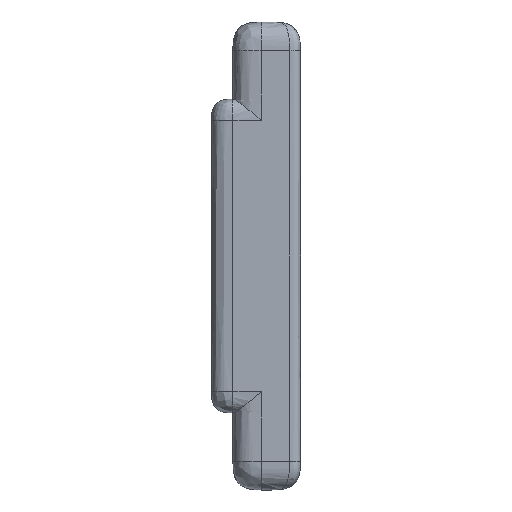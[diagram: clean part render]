
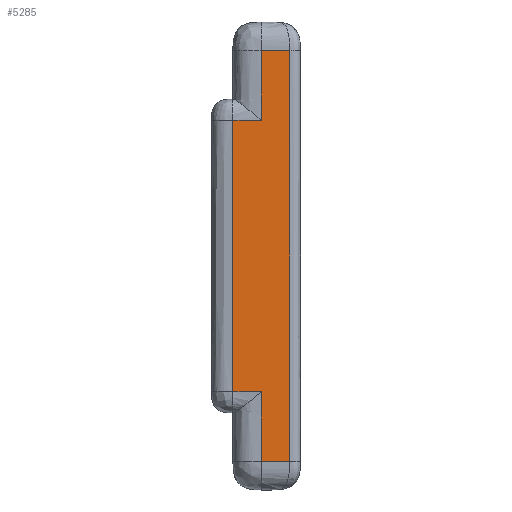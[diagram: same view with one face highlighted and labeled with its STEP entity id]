
A CAD part, left-side view. The second image highlights one B-rep face of the part: STEP entity #5285.
In plain terms, the highlighted planar face has unit normal (-1, 0, 0).
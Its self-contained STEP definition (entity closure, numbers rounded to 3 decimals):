
#260 = CARTESIAN_POINT ( 'NONE',  ( -29.4, 0.75, -14.4 ) ) ;
#345 = EDGE_CURVE ( 'NONE', #5601, #10175, #5451, .T. ) ;
#413 = PLANE ( 'NONE',  #9280 ) ;
#569 = CARTESIAN_POINT ( 'NONE',  ( -29.4, 1.413, -14.4 ) ) ;
#595 = ORIENTED_EDGE ( 'NONE', *, *, #7522, .T. ) ;
#681 = CARTESIAN_POINT ( 'NONE',  ( -29.4, 2.74, -11. ) ) ;
#809 = CARTESIAN_POINT ( 'NONE',  ( -29.4, 2.74, -11. ) ) ;
#1171 = CARTESIAN_POINT ( 'NONE',  ( -29.4, 2.74, 14.4 ) ) ;
#1406 = ORIENTED_EDGE ( 'NONE', *, *, #5532, .T. ) ;
#1436 = CARTESIAN_POINT ( 'NONE',  ( -29.4, 0.75, -14.4 ) ) ;
#1451 = CARTESIAN_POINT ( 'NONE',  ( -29.4, 2.74, -9.5 ) ) ;
#1471 = EDGE_LOOP ( 'NONE', ( #12996, #8366, #12533, #1406, #4010, #3161, #9638, #1668, #595, #3809 ) ) ;
#1668 = ORIENTED_EDGE ( 'NONE', *, *, #2726, .T. ) ;
#1915 = CARTESIAN_POINT ( 'NONE',  ( -29.4, 4.74, 9.5 ) ) ;
#2091 = CARTESIAN_POINT ( 'NONE',  ( -29.4, 1.413, 14.4 ) ) ;
#2254 = VERTEX_POINT ( 'NONE', #11952 ) ;
#2458 = CARTESIAN_POINT ( 'NONE',  ( -29.4, 2.74, 11. ) ) ;
#2466 = VERTEX_POINT ( 'NONE', #5757 ) ;
#2726 = EDGE_CURVE ( 'NONE', #10175, #2466, #8618, .T. ) ;
#2774 = CARTESIAN_POINT ( 'NONE',  ( -29.4, 4.74, -9.5 ) ) ;
#2786 = CARTESIAN_POINT ( 'NONE',  ( -29.4, 2.74, 11. ) ) ;
#3121 = EDGE_CURVE ( 'NONE', #2254, #6605, #4892, .T. ) ;
#3141 = EDGE_CURVE ( 'NONE', #8650, #5601, #11174, .T. ) ;
#3161 = ORIENTED_EDGE ( 'NONE', *, *, #3141, .T. ) ;
#3278 = CARTESIAN_POINT ( 'NONE',  ( -29.4, 0.75, -14.4 ) ) ;
#3309 = CARTESIAN_POINT ( 'NONE',  ( -29.4, 2.74, -10.5 ) ) ;
#3381 = CARTESIAN_POINT ( 'NONE',  ( -29.4, 0.75, 14.4 ) ) ;
#3714 = CARTESIAN_POINT ( 'NONE',  ( -29.4, 2.74, -14.4 ) ) ;
#3809 = ORIENTED_EDGE ( 'NONE', *, *, #11524, .T. ) ;
#4010 = ORIENTED_EDGE ( 'NONE', *, *, #4894, .T. ) ;
#4125 = CARTESIAN_POINT ( 'NONE',  ( -29.4, 4.74, -9.5 ) ) ;
#4195 = CARTESIAN_POINT ( 'NONE',  ( -29.4, 4.74, -3.167 ) ) ;
#4382 = CARTESIAN_POINT ( 'NONE',  ( -29.4, 2.74, -11. ) ) ;
#4731 = CARTESIAN_POINT ( 'NONE',  ( -29.4, 3.407, -9.5 ) ) ;
#4873 = CARTESIAN_POINT ( 'NONE',  ( -29.4, 4.74, -9.5 ) ) ;
#4892 = B_SPLINE_CURVE_WITH_KNOTS ( 'NONE', 3,
 ( #12014, #14103, #3309, #4382 ),
 .UNSPECIFIED., .F., .F.,
 ( 4, 4 ),
 ( 0., 1. ),
 .UNSPECIFIED. ) ;
#4894 = EDGE_CURVE ( 'NONE', #8044, #8650, #9415, .T. ) ;
#5162 = B_SPLINE_CURVE_WITH_KNOTS ( 'NONE', 3,
 ( #3714, #11203, #569, #1436 ),
 .UNSPECIFIED., .F., .F.,
 ( 4, 4 ),
 ( 0., 1. ),
 .UNSPECIFIED. ) ;
#5269 = CARTESIAN_POINT ( 'NONE',  ( -29.4, 0.75, 14.4 ) ) ;
#5285 = ADVANCED_FACE ( 'NONE', ( #13263 ), #413, .F. ) ;
#5451 = B_SPLINE_CURVE_WITH_KNOTS ( 'NONE', 3,
 ( #10690, #10832, #7477, #8545 ),
 .UNSPECIFIED., .F., .F.,
 ( 4, 4 ),
 ( 0., 1. ),
 .UNSPECIFIED. ) ;
#5532 = EDGE_CURVE ( 'NONE', #9170, #8044, #5162, .T. ) ;
#5601 = VERTEX_POINT ( 'NONE', #6993 ) ;
#5692 = DIRECTION ( 'NONE',  ( 0., 0., -1. ) ) ;
#5757 = CARTESIAN_POINT ( 'NONE',  ( -29.4, 2.74, 9.5 ) ) ;
#5999 = CARTESIAN_POINT ( 'NONE',  ( -29.4, 2.74, 10.5 ) ) ;
#6104 = CARTESIAN_POINT ( 'NONE',  ( -29.4, 2.74, -14.4 ) ) ;
#6601 = VERTEX_POINT ( 'NONE', #8306 ) ;
#6605 = VERTEX_POINT ( 'NONE', #809 ) ;
#6831 = DIRECTION ( 'NONE',  ( 1., 0., 0. ) ) ;
#6993 = CARTESIAN_POINT ( 'NONE',  ( -29.4, 2.74, 14.4 ) ) ;
#7171 = CARTESIAN_POINT ( 'NONE',  ( -29.4, 2.74, -12.133 ) ) ;
#7477 = CARTESIAN_POINT ( 'NONE',  ( -29.4, 2.74, 12.133 ) ) ;
#7522 = EDGE_CURVE ( 'NONE', #2466, #6601, #11820, .T. ) ;
#8044 = VERTEX_POINT ( 'NONE', #260 ) ;
#8208 = CARTESIAN_POINT ( 'NONE',  ( -29.4, 2.74, 10. ) ) ;
#8306 = CARTESIAN_POINT ( 'NONE',  ( -29.4, 4.74, 9.5 ) ) ;
#8366 = ORIENTED_EDGE ( 'NONE', *, *, #3121, .T. ) ;
#8545 = CARTESIAN_POINT ( 'NONE',  ( -29.4, 2.74, 11. ) ) ;
#8618 = B_SPLINE_CURVE_WITH_KNOTS ( 'NONE', 3,
 ( #2786, #5999, #8208, #11416 ),
 .UNSPECIFIED., .F., .F.,
 ( 4, 4 ),
 ( 0., 1. ),
 .UNSPECIFIED. ) ;
#8650 = VERTEX_POINT ( 'NONE', #5269 ) ;
#8772 = CARTESIAN_POINT ( 'NONE',  ( -29.4, 0.75, 14.4 ) ) ;
#8857 = B_SPLINE_CURVE_WITH_KNOTS ( 'NONE', 3,
 ( #4873, #12364, #4731, #1451 ),
 .UNSPECIFIED., .F., .F.,
 ( 4, 4 ),
 ( 0., 1. ),
 .UNSPECIFIED. ) ;
#9170 = VERTEX_POINT ( 'NONE', #12774 ) ;
#9280 = AXIS2_PLACEMENT_3D ( 'NONE', #13408, #6831, #5692 ) ;
#9415 = B_SPLINE_CURVE_WITH_KNOTS ( 'NONE', 3,
 ( #3278, #10839, #9850, #8772 ),
 .UNSPECIFIED., .F., .F.,
 ( 4, 4 ),
 ( 0., 1. ),
 .UNSPECIFIED. ) ;
#9514 = CARTESIAN_POINT ( 'NONE',  ( -29.4, 2.74, 9.5 ) ) ;
#9638 = ORIENTED_EDGE ( 'NONE', *, *, #345, .T. ) ;
#9850 = CARTESIAN_POINT ( 'NONE',  ( -29.4, 0.75, 4.8 ) ) ;
#9883 = CARTESIAN_POINT ( 'NONE',  ( -29.4, 2.077, 14.4 ) ) ;
#10175 = VERTEX_POINT ( 'NONE', #2458 ) ;
#10559 = EDGE_CURVE ( 'NONE', #13984, #2254, #8857, .T. ) ;
#10690 = CARTESIAN_POINT ( 'NONE',  ( -29.4, 2.74, 14.4 ) ) ;
#10832 = CARTESIAN_POINT ( 'NONE',  ( -29.4, 2.74, 13.267 ) ) ;
#10839 = CARTESIAN_POINT ( 'NONE',  ( -29.4, 0.75, -4.8 ) ) ;
#11174 = B_SPLINE_CURVE_WITH_KNOTS ( 'NONE', 3,
 ( #3381, #2091, #9883, #1171 ),
 .UNSPECIFIED., .F., .F.,
 ( 4, 4 ),
 ( 0., 1. ),
 .UNSPECIFIED. ) ;
#11203 = CARTESIAN_POINT ( 'NONE',  ( -29.4, 2.077, -14.4 ) ) ;
#11416 = CARTESIAN_POINT ( 'NONE',  ( -29.4, 2.74, 9.5 ) ) ;
#11524 = EDGE_CURVE ( 'NONE', #6601, #13984, #13111, .T. ) ;
#11820 = B_SPLINE_CURVE_WITH_KNOTS ( 'NONE', 3,
 ( #9514, #12867, #13883, #12595 ),
 .UNSPECIFIED., .F., .F.,
 ( 4, 4 ),
 ( 0., 1. ),
 .UNSPECIFIED. ) ;
#11952 = CARTESIAN_POINT ( 'NONE',  ( -29.4, 2.74, -9.5 ) ) ;
#12014 = CARTESIAN_POINT ( 'NONE',  ( -29.4, 2.74, -9.5 ) ) ;
#12364 = CARTESIAN_POINT ( 'NONE',  ( -29.4, 4.073, -9.5 ) ) ;
#12533 = ORIENTED_EDGE ( 'NONE', *, *, #13444, .T. ) ;
#12595 = CARTESIAN_POINT ( 'NONE',  ( -29.4, 4.74, 9.5 ) ) ;
#12774 = CARTESIAN_POINT ( 'NONE',  ( -29.4, 2.74, -14.4 ) ) ;
#12838 = CARTESIAN_POINT ( 'NONE',  ( -29.4, 4.74, 3.167 ) ) ;
#12867 = CARTESIAN_POINT ( 'NONE',  ( -29.4, 3.407, 9.5 ) ) ;
#12868 = B_SPLINE_CURVE_WITH_KNOTS ( 'NONE', 3,
 ( #681, #7171, #13894, #6104 ),
 .UNSPECIFIED., .F., .F.,
 ( 4, 4 ),
 ( 0., 1. ),
 .UNSPECIFIED. ) ;
#12996 = ORIENTED_EDGE ( 'NONE', *, *, #10559, .T. ) ;
#13111 = B_SPLINE_CURVE_WITH_KNOTS ( 'NONE', 3,
 ( #1915, #12838, #4195, #4125 ),
 .UNSPECIFIED., .F., .F.,
 ( 4, 4 ),
 ( 0., 1. ),
 .UNSPECIFIED. ) ;
#13263 = FACE_OUTER_BOUND ( 'NONE', #1471, .T. ) ;
#13408 = CARTESIAN_POINT ( 'NONE',  ( -29.4, 6.24, 11. ) ) ;
#13444 = EDGE_CURVE ( 'NONE', #6605, #9170, #12868, .T. ) ;
#13883 = CARTESIAN_POINT ( 'NONE',  ( -29.4, 4.073, 9.5 ) ) ;
#13894 = CARTESIAN_POINT ( 'NONE',  ( -29.4, 2.74, -13.267 ) ) ;
#13984 = VERTEX_POINT ( 'NONE', #2774 ) ;
#14103 = CARTESIAN_POINT ( 'NONE',  ( -29.4, 2.74, -10. ) ) ;
